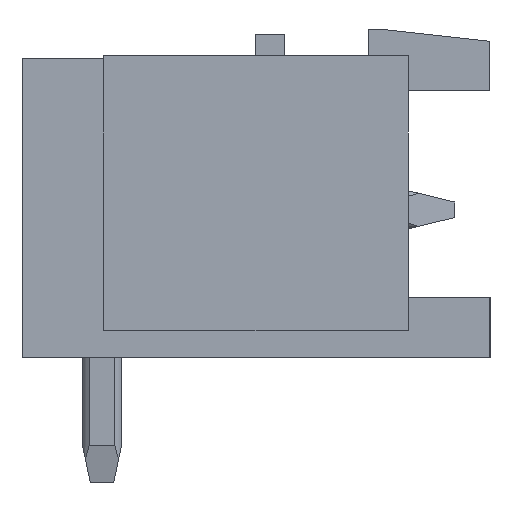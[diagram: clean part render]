
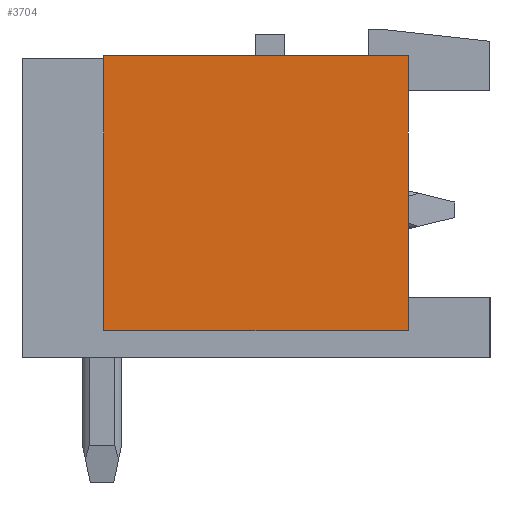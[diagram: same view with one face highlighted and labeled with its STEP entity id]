
A CAD part, left-side view. The second image highlights one B-rep face of the part: STEP entity #3704.
In plain terms, the highlighted planar face has unit normal (-1, 0, 0).
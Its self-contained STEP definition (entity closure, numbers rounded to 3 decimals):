
#3668=AXIS2_PLACEMENT_3D('Plane Axis2P3D',#3665,#3666,#3667) ;
#3665=CARTESIAN_POINT('Axis2P3D Location',(0.,2.1,0.)) ;
#3670=CARTESIAN_POINT('Line Origine',(0.,9.9,7.425)) ;
#3674=CARTESIAN_POINT('Vertex',(0.,9.9,3.9)) ;
#3676=CARTESIAN_POINT('Vertex',(0.,9.9,10.95)) ;
#3679=CARTESIAN_POINT('Line Origine',(0.,6.,3.9)) ;
#3683=CARTESIAN_POINT('Vertex',(0.,2.1,3.9)) ;
#3686=CARTESIAN_POINT('Line Origine',(0.,2.1,7.425)) ;
#3690=CARTESIAN_POINT('Vertex',(0.,2.1,10.95)) ;
#3693=CARTESIAN_POINT('Line Origine',(0.,6.,10.95)) ;
#3666=DIRECTION('Axis2P3D Direction',(1.,0.,0.)) ;
#3667=DIRECTION('Axis2P3D XDirection',(0.,1.,0.)) ;
#3671=DIRECTION('Vector Direction',(0.,0.,1.)) ;
#3680=DIRECTION('Vector Direction',(0.,1.,0.)) ;
#3687=DIRECTION('Vector Direction',(0.,0.,1.)) ;
#3694=DIRECTION('Vector Direction',(0.,1.,0.)) ;
#3672=VECTOR('Line Direction',#3671,1.) ;
#3681=VECTOR('Line Direction',#3680,1.) ;
#3688=VECTOR('Line Direction',#3687,1.) ;
#3695=VECTOR('Line Direction',#3694,1.) ;
#3699=ORIENTED_EDGE('',*,*,#3678,.F.) ;
#3700=ORIENTED_EDGE('',*,*,#3685,.T.) ;
#3701=ORIENTED_EDGE('',*,*,#3692,.T.) ;
#3702=ORIENTED_EDGE('',*,*,#3697,.F.) ;
#3704=ADVANCED_FACE('Housing',(#3703),#3669,.F.) ;
#3678=EDGE_CURVE('',#3675,#3677,#3673,.T.) ;
#3685=EDGE_CURVE('',#3675,#3684,#3682,.F.) ;
#3692=EDGE_CURVE('',#3684,#3691,#3689,.T.) ;
#3697=EDGE_CURVE('',#3677,#3691,#3696,.F.) ;
#3698=EDGE_LOOP('',(#3699,#3700,#3701,#3702)) ;
#3703=FACE_OUTER_BOUND('',#3698,.T.) ;
#3673=LINE('Line',#3670,#3672) ;
#3682=LINE('Line',#3679,#3681) ;
#3689=LINE('Line',#3686,#3688) ;
#3696=LINE('Line',#3693,#3695) ;
#3669=PLANE('',#3668) ;
#3675=VERTEX_POINT('',#3674) ;
#3677=VERTEX_POINT('',#3676) ;
#3684=VERTEX_POINT('',#3683) ;
#3691=VERTEX_POINT('',#3690) ;
